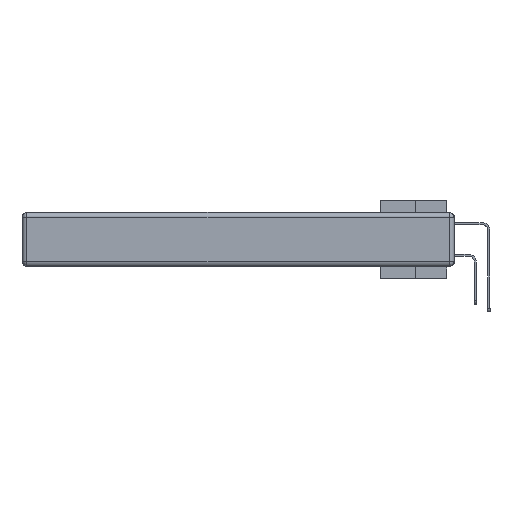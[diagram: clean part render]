
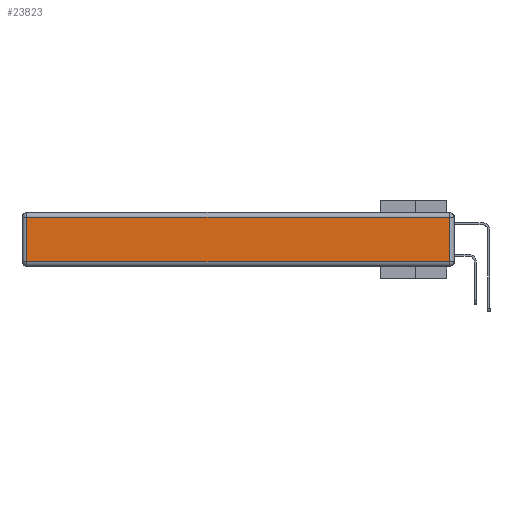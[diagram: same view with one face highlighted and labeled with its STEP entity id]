
A CAD part, left-side view. The second image highlights one B-rep face of the part: STEP entity #23823.
In plain terms, the highlighted planar face has unit normal (-1, 0, 0).
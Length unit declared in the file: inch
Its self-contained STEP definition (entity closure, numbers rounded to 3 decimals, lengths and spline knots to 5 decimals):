
#35 = VERTEX_POINT ( 'NONE', #29910 ) ;
#1777 = DIRECTION ( 'NONE',  ( 0., -1., 0. ) ) ;
#1826 = LINE ( 'NONE', #12804, #26522 ) ;
#2490 = CARTESIAN_POINT ( 'NONE',  ( 0., 2.72, -0.343 ) ) ;
#3595 = DIRECTION ( 'NONE',  ( 0., 0., 1. ) ) ;
#6470 = PLANE ( 'NONE',  #34749 ) ;
#6550 = VERTEX_POINT ( 'NONE', #15408 ) ;
#7991 = CARTESIAN_POINT ( 'NONE',  ( 0., 2.72, -0.313 ) ) ;
#8083 = EDGE_CURVE ( 'NONE', #35, #19207, #11474, .T. ) ;
#8399 = ORIENTED_EDGE ( 'NONE', *, *, #8083, .T. ) ;
#11195 = ORIENTED_EDGE ( 'NONE', *, *, #30556, .T. ) ;
#11474 = LINE ( 'NONE', #2490, #29300 ) ;
#12501 = ORIENTED_EDGE ( 'NONE', *, *, #27825, .T. ) ;
#12804 = CARTESIAN_POINT ( 'NONE',  ( 0., 2.75, -0.03 ) ) ;
#15240 = CARTESIAN_POINT ( 'NONE',  ( 0., 0., -0.313 ) ) ;
#15408 = CARTESIAN_POINT ( 'NONE',  ( 0., 0.03, -0.03 ) ) ;
#17362 = DIRECTION ( 'NONE',  ( 0., 0., 1. ) ) ;
#18290 = VERTEX_POINT ( 'NONE', #33193 ) ;
#19207 = VERTEX_POINT ( 'NONE', #7991 ) ;
#19527 = LINE ( 'NONE', #22562, #29275 ) ;
#19625 = VECTOR ( 'NONE', #1777, 39.37008 ) ;
#20111 = FACE_OUTER_BOUND ( 'NONE', #33547, .T. ) ;
#21395 = DIRECTION ( 'NONE',  ( 0., 1., 0. ) ) ;
#22562 = CARTESIAN_POINT ( 'NONE',  ( 0., 0.03, -0.343 ) ) ;
#22824 = ORIENTED_EDGE ( 'NONE', *, *, #29622, .T. ) ;
#23823 = ADVANCED_FACE ( 'NONE', ( #20111 ), #6470, .T. ) ;
#26522 = VECTOR ( 'NONE', #21395, 39.37008 ) ;
#27825 = EDGE_CURVE ( 'NONE', #18290, #6550, #19527, .T. ) ;
#28177 = DIRECTION ( 'NONE',  ( -1., 0., 0. ) ) ;
#29275 = VECTOR ( 'NONE', #17362, 39.37008 ) ;
#29300 = VECTOR ( 'NONE', #30315, 39.37008 ) ;
#29622 = EDGE_CURVE ( 'NONE', #19207, #18290, #34796, .T. ) ;
#29910 = CARTESIAN_POINT ( 'NONE',  ( 0., 2.72, -0.03 ) ) ;
#30315 = DIRECTION ( 'NONE',  ( 0., 0., -1. ) ) ;
#30556 = EDGE_CURVE ( 'NONE', #6550, #35, #1826, .T. ) ;
#33193 = CARTESIAN_POINT ( 'NONE',  ( 0., 0.03, -0.313 ) ) ;
#33212 = CARTESIAN_POINT ( 'NONE',  ( 0., 0., -0.343 ) ) ;
#33547 = EDGE_LOOP ( 'NONE', ( #22824, #12501, #11195, #8399 ) ) ;
#34749 = AXIS2_PLACEMENT_3D ( 'NONE', #33212, #28177, #3595 ) ;
#34796 = LINE ( 'NONE', #15240, #19625 ) ;
